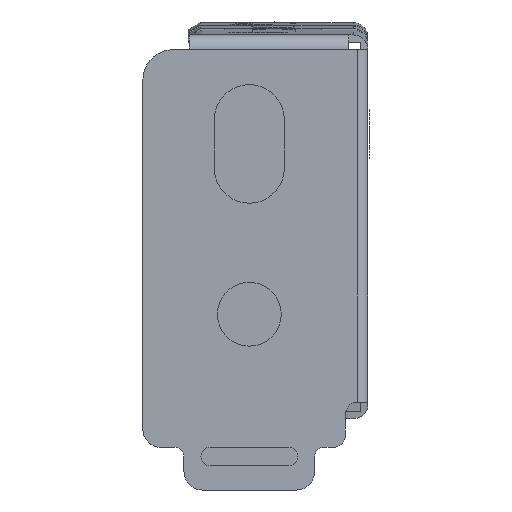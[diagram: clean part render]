
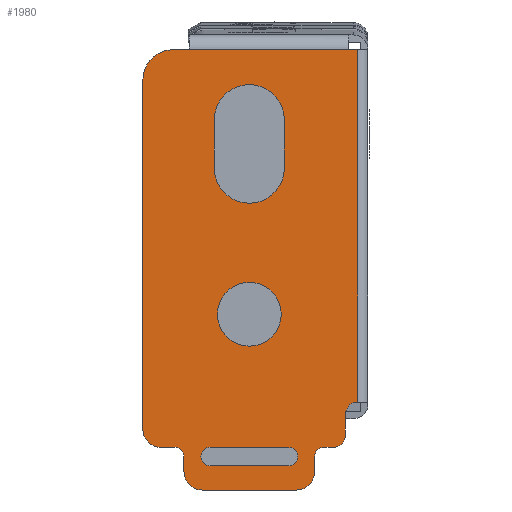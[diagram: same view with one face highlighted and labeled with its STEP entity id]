
A CAD part, front view. The second image highlights one B-rep face of the part: STEP entity #1980.
In plain terms, the highlighted planar face has unit normal (0, -1, 0).
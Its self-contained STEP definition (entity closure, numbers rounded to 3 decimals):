
#115=FACE_OUTER_BOUND('',#213,.T.);
#213=EDGE_LOOP('',(#1638,#1639,#1640,#1641,#1642,#1643,#1644,#1645,#1646,
#1647,#1648,#1649,#1650,#1651,#1652,#1653,#1654));
#293=CIRCLE('',#2156,5.);
#294=CIRCLE('',#2157,3.);
#295=CIRCLE('',#2158,1.5);
#296=CIRCLE('',#2159,3.);
#297=CIRCLE('',#2160,3.);
#298=CIRCLE('',#2161,1.5);
#299=CIRCLE('',#2162,2.);
#300=CIRCLE('',#2163,2.);
#418=LINE('',#3079,#652);
#480=LINE('',#3221,#714);
#481=LINE('',#3227,#715);
#482=LINE('',#3231,#716);
#483=LINE('',#3235,#717);
#484=LINE('',#3239,#718);
#485=LINE('',#3243,#719);
#486=LINE('',#3247,#720);
#487=LINE('',#3251,#721);
#652=VECTOR('',#2475,1.);
#714=VECTOR('',#2601,1.);
#715=VECTOR('',#2608,1.);
#716=VECTOR('',#2611,1.);
#717=VECTOR('',#2614,1.);
#718=VECTOR('',#2617,1.);
#719=VECTOR('',#2620,1.);
#720=VECTOR('',#2623,1.);
#721=VECTOR('',#2626,1.);
#896=VERTEX_POINT('',#3076);
#897=VERTEX_POINT('',#3078);
#945=VERTEX_POINT('',#3220);
#946=VERTEX_POINT('',#3224);
#947=VERTEX_POINT('',#3226);
#948=VERTEX_POINT('',#3228);
#949=VERTEX_POINT('',#3230);
#950=VERTEX_POINT('',#3232);
#951=VERTEX_POINT('',#3234);
#952=VERTEX_POINT('',#3236);
#953=VERTEX_POINT('',#3238);
#954=VERTEX_POINT('',#3240);
#955=VERTEX_POINT('',#3242);
#956=VERTEX_POINT('',#3244);
#957=VERTEX_POINT('',#3246);
#958=VERTEX_POINT('',#3248);
#959=VERTEX_POINT('',#3250);
#1139=EDGE_CURVE('',#896,#897,#418,.T.);
#1212=EDGE_CURVE('',#897,#945,#480,.F.);
#1214=EDGE_CURVE('',#896,#946,#293,.F.);
#1215=EDGE_CURVE('',#947,#946,#481,.T.);
#1216=EDGE_CURVE('',#948,#947,#294,.T.);
#1217=EDGE_CURVE('',#949,#948,#482,.T.);
#1218=EDGE_CURVE('',#950,#949,#295,.F.);
#1219=EDGE_CURVE('',#951,#950,#483,.F.);
#1220=EDGE_CURVE('',#952,#951,#296,.T.);
#1221=EDGE_CURVE('',#953,#952,#484,.F.);
#1222=EDGE_CURVE('',#954,#953,#297,.T.);
#1223=EDGE_CURVE('',#955,#954,#485,.T.);
#1224=EDGE_CURVE('',#956,#955,#298,.F.);
#1225=EDGE_CURVE('',#957,#956,#486,.T.);
#1226=EDGE_CURVE('',#957,#958,#299,.F.);
#1227=EDGE_CURVE('',#958,#959,#487,.T.);
#1228=EDGE_CURVE('',#959,#945,#300,.T.);
#1638=ORIENTED_EDGE('',*,*,#1214,.T.);
#1639=ORIENTED_EDGE('',*,*,#1215,.F.);
#1640=ORIENTED_EDGE('',*,*,#1216,.F.);
#1641=ORIENTED_EDGE('',*,*,#1217,.F.);
#1642=ORIENTED_EDGE('',*,*,#1218,.F.);
#1643=ORIENTED_EDGE('',*,*,#1219,.F.);
#1644=ORIENTED_EDGE('',*,*,#1220,.F.);
#1645=ORIENTED_EDGE('',*,*,#1221,.F.);
#1646=ORIENTED_EDGE('',*,*,#1222,.F.);
#1647=ORIENTED_EDGE('',*,*,#1223,.F.);
#1648=ORIENTED_EDGE('',*,*,#1224,.F.);
#1649=ORIENTED_EDGE('',*,*,#1225,.F.);
#1650=ORIENTED_EDGE('',*,*,#1226,.T.);
#1651=ORIENTED_EDGE('',*,*,#1227,.T.);
#1652=ORIENTED_EDGE('',*,*,#1228,.T.);
#1653=ORIENTED_EDGE('',*,*,#1212,.F.);
#1654=ORIENTED_EDGE('',*,*,#1139,.F.);
#1891=PLANE('',#2155);
#1980=ADVANCED_FACE('',(#115),#1891,.F.);
#2155=AXIS2_PLACEMENT_3D('',#3223,#2604,#2605);
#2156=AXIS2_PLACEMENT_3D('',#3225,#2606,#2607);
#2157=AXIS2_PLACEMENT_3D('',#3229,#2609,#2610);
#2158=AXIS2_PLACEMENT_3D('',#3233,#2612,#2613);
#2159=AXIS2_PLACEMENT_3D('',#3237,#2615,#2616);
#2160=AXIS2_PLACEMENT_3D('',#3241,#2618,#2619);
#2161=AXIS2_PLACEMENT_3D('',#3245,#2621,#2622);
#2162=AXIS2_PLACEMENT_3D('',#3249,#2624,#2625);
#2163=AXIS2_PLACEMENT_3D('',#3252,#2627,#2628);
#2475=DIRECTION('',(1.,0.,0.));
#2601=DIRECTION('',(0.,0.,1.));
#2604=DIRECTION('center_axis',(0.,1.,0.));
#2605=DIRECTION('ref_axis',(-1.,0.,0.));
#2606=DIRECTION('center_axis',(0.,1.,0.));
#2607=DIRECTION('ref_axis',(0.,0.,-1.));
#2608=DIRECTION('',(0.,0.,1.));
#2609=DIRECTION('center_axis',(0.,1.,0.));
#2610=DIRECTION('ref_axis',(0.,0.,-1.));
#2611=DIRECTION('',(-1.,0.,0.));
#2612=DIRECTION('center_axis',(0.,1.,0.));
#2613=DIRECTION('ref_axis',(0.,0.,-1.));
#2614=DIRECTION('',(0.,0.,-1.));
#2615=DIRECTION('center_axis',(0.,1.,0.));
#2616=DIRECTION('ref_axis',(0.,0.,-1.));
#2617=DIRECTION('',(1.,0.,0.));
#2618=DIRECTION('center_axis',(0.,1.,0.));
#2619=DIRECTION('ref_axis',(0.,0.,-1.));
#2620=DIRECTION('',(0.,0.,-1.));
#2621=DIRECTION('center_axis',(0.,1.,0.));
#2622=DIRECTION('ref_axis',(0.,0.,-1.));
#2623=DIRECTION('',(-1.,0.,0.));
#2624=DIRECTION('center_axis',(0.,1.,0.));
#2625=DIRECTION('ref_axis',(0.,0.,-1.));
#2626=DIRECTION('',(0.,0.,1.));
#2627=DIRECTION('center_axis',(0.,1.,0.));
#2628=DIRECTION('ref_axis',(0.,0.,-1.));
#3076=CARTESIAN_POINT('',(4.957,5.235,71.521));
#3078=CARTESIAN_POINT('',(35.257,5.235,71.521));
#3079=CARTESIAN_POINT('',(20.107,5.235,71.521));
#3220=CARTESIAN_POINT('',(35.257,5.235,13.566));
#3221=CARTESIAN_POINT('',(35.257,5.235,42.544));
#3223=CARTESIAN_POINT('Origin',(36.957,5.235,74.319));
#3224=CARTESIAN_POINT('',(-0.043,5.235,66.521));
#3225=CARTESIAN_POINT('Origin',(4.957,5.235,66.521));
#3226=CARTESIAN_POINT('',(-0.043,5.235,9.121));
#3227=CARTESIAN_POINT('',(-0.043,5.235,37.821));
#3228=CARTESIAN_POINT('',(2.957,5.235,6.121));
#3229=CARTESIAN_POINT('Origin',(2.957,5.235,9.121));
#3230=CARTESIAN_POINT('',(5.207,5.235,6.121));
#3231=CARTESIAN_POINT('',(4.082,5.235,6.121));
#3232=CARTESIAN_POINT('',(6.707,5.235,4.621));
#3233=CARTESIAN_POINT('Origin',(5.207,5.235,4.621));
#3234=CARTESIAN_POINT('',(6.707,5.235,2.121));
#3235=CARTESIAN_POINT('',(6.707,5.235,3.371));
#3236=CARTESIAN_POINT('',(9.707,5.235,-0.879));
#3237=CARTESIAN_POINT('Origin',(9.707,5.235,2.121));
#3238=CARTESIAN_POINT('',(25.207,5.235,-0.879));
#3239=CARTESIAN_POINT('',(17.457,5.235,-0.879));
#3240=CARTESIAN_POINT('',(28.207,5.235,2.121));
#3241=CARTESIAN_POINT('Origin',(25.207,5.235,2.121));
#3242=CARTESIAN_POINT('',(28.207,5.235,4.621));
#3243=CARTESIAN_POINT('',(28.207,5.235,3.371));
#3244=CARTESIAN_POINT('',(29.707,5.235,6.121));
#3245=CARTESIAN_POINT('Origin',(29.707,5.235,4.621));
#3246=CARTESIAN_POINT('',(31.257,5.235,6.121));
#3247=CARTESIAN_POINT('',(30.482,5.235,6.121));
#3248=CARTESIAN_POINT('',(33.257,5.235,8.121));
#3249=CARTESIAN_POINT('Origin',(31.257,5.235,8.121));
#3250=CARTESIAN_POINT('',(33.257,5.235,11.566));
#3251=CARTESIAN_POINT('',(33.257,5.235,9.844));
#3252=CARTESIAN_POINT('Origin',(35.257,5.235,11.566));
